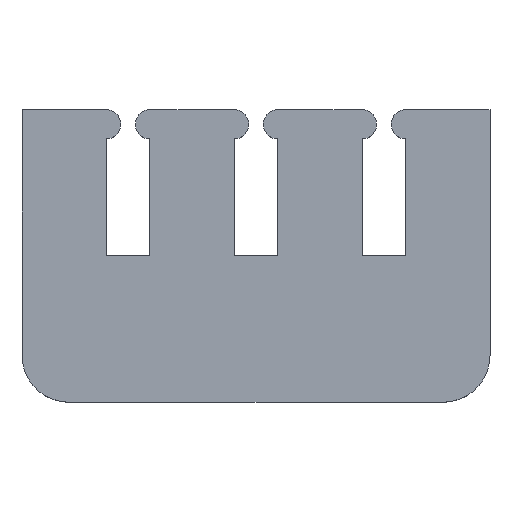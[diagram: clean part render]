
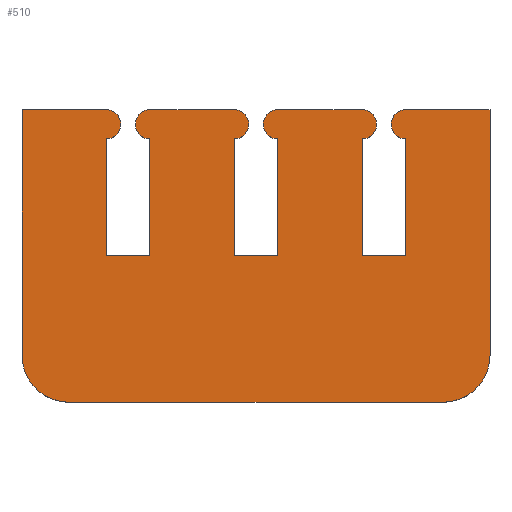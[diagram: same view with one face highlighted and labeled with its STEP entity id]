
A CAD part, top view. The second image highlights one B-rep face of the part: STEP entity #510.
In plain terms, the highlighted planar face has unit normal (0, 0, 1).
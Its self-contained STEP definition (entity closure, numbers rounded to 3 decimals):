
#32=PLANE('',#566);
#58=FACE_OUTER_BOUND('',#84,.T.);
#84=EDGE_LOOP('',(#453,#454,#455,#456,#457,#458,#459,#460,#461,#462,#463,
#464,#465,#466,#467,#468,#469,#470,#471,#472,#473,#474,#475,#476));
#89=LINE('',#724,#145);
#107=LINE('',#777,#163);
#110=LINE('',#782,#166);
#111=LINE('',#784,#167);
#112=LINE('',#787,#168);
#115=LINE('',#795,#171);
#117=LINE('',#799,#173);
#119=LINE('',#803,#175);
#122=LINE('',#811,#178);
#125=LINE('',#819,#181);
#127=LINE('',#823,#183);
#129=LINE('',#827,#185);
#132=LINE('',#835,#188);
#135=LINE('',#843,#191);
#137=LINE('',#847,#193);
#139=LINE('',#851,#195);
#145=VECTOR('',#581,10.);
#163=VECTOR('',#621,10.);
#166=VECTOR('',#626,10.);
#167=VECTOR('',#629,10.);
#168=VECTOR('',#632,10.);
#171=VECTOR('',#641,10.);
#173=VECTOR('',#645,10.);
#175=VECTOR('',#649,10.);
#178=VECTOR('',#658,10.);
#181=VECTOR('',#667,10.);
#183=VECTOR('',#671,10.);
#185=VECTOR('',#675,10.);
#188=VECTOR('',#684,10.);
#191=VECTOR('',#693,10.);
#193=VECTOR('',#697,10.);
#195=VECTOR('',#701,10.);
#197=CIRCLE('',#526,4.);
#206=CIRCLE('',#538,4.);
#207=CIRCLE('',#544,1.25);
#208=CIRCLE('',#549,1.25);
#209=CIRCLE('',#552,1.25);
#210=CIRCLE('',#557,1.25);
#211=CIRCLE('',#560,1.25);
#212=CIRCLE('',#565,1.25);
#213=VERTEX_POINT('',#711);
#214=VERTEX_POINT('',#712);
#218=VERTEX_POINT('',#722);
#240=VERTEX_POINT('',#770);
#241=VERTEX_POINT('',#771);
#242=VERTEX_POINT('',#776);
#243=VERTEX_POINT('',#780);
#244=VERTEX_POINT('',#786);
#245=VERTEX_POINT('',#790);
#246=VERTEX_POINT('',#794);
#247=VERTEX_POINT('',#798);
#248=VERTEX_POINT('',#802);
#249=VERTEX_POINT('',#806);
#250=VERTEX_POINT('',#810);
#251=VERTEX_POINT('',#814);
#252=VERTEX_POINT('',#818);
#253=VERTEX_POINT('',#822);
#254=VERTEX_POINT('',#826);
#255=VERTEX_POINT('',#830);
#256=VERTEX_POINT('',#834);
#257=VERTEX_POINT('',#838);
#258=VERTEX_POINT('',#842);
#259=VERTEX_POINT('',#846);
#260=VERTEX_POINT('',#850);
#261=EDGE_CURVE('',#213,#214,#197,.T.);
#267=EDGE_CURVE('',#213,#218,#89,.T.);
#290=EDGE_CURVE('',#240,#241,#206,.T.);
#293=EDGE_CURVE('',#242,#241,#107,.T.);
#296=EDGE_CURVE('',#218,#243,#110,.T.);
#297=EDGE_CURVE('',#240,#214,#111,.T.);
#298=EDGE_CURVE('',#244,#242,#112,.T.);
#300=EDGE_CURVE('',#245,#244,#207,.T.);
#302=EDGE_CURVE('',#246,#245,#115,.T.);
#304=EDGE_CURVE('',#247,#246,#117,.T.);
#306=EDGE_CURVE('',#248,#247,#119,.T.);
#308=EDGE_CURVE('',#249,#248,#208,.T.);
#310=EDGE_CURVE('',#250,#249,#122,.T.);
#312=EDGE_CURVE('',#251,#250,#209,.T.);
#314=EDGE_CURVE('',#252,#251,#125,.T.);
#316=EDGE_CURVE('',#253,#252,#127,.T.);
#318=EDGE_CURVE('',#254,#253,#129,.T.);
#320=EDGE_CURVE('',#255,#254,#210,.T.);
#322=EDGE_CURVE('',#256,#255,#132,.T.);
#324=EDGE_CURVE('',#257,#256,#211,.T.);
#326=EDGE_CURVE('',#258,#257,#135,.T.);
#328=EDGE_CURVE('',#259,#258,#137,.T.);
#330=EDGE_CURVE('',#260,#259,#139,.T.);
#332=EDGE_CURVE('',#243,#260,#212,.T.);
#453=ORIENTED_EDGE('',*,*,#261,.F.);
#454=ORIENTED_EDGE('',*,*,#267,.T.);
#455=ORIENTED_EDGE('',*,*,#296,.T.);
#456=ORIENTED_EDGE('',*,*,#332,.T.);
#457=ORIENTED_EDGE('',*,*,#330,.T.);
#458=ORIENTED_EDGE('',*,*,#328,.T.);
#459=ORIENTED_EDGE('',*,*,#326,.T.);
#460=ORIENTED_EDGE('',*,*,#324,.T.);
#461=ORIENTED_EDGE('',*,*,#322,.T.);
#462=ORIENTED_EDGE('',*,*,#320,.T.);
#463=ORIENTED_EDGE('',*,*,#318,.T.);
#464=ORIENTED_EDGE('',*,*,#316,.T.);
#465=ORIENTED_EDGE('',*,*,#314,.T.);
#466=ORIENTED_EDGE('',*,*,#312,.T.);
#467=ORIENTED_EDGE('',*,*,#310,.T.);
#468=ORIENTED_EDGE('',*,*,#308,.T.);
#469=ORIENTED_EDGE('',*,*,#306,.T.);
#470=ORIENTED_EDGE('',*,*,#304,.T.);
#471=ORIENTED_EDGE('',*,*,#302,.T.);
#472=ORIENTED_EDGE('',*,*,#300,.T.);
#473=ORIENTED_EDGE('',*,*,#298,.T.);
#474=ORIENTED_EDGE('',*,*,#293,.T.);
#475=ORIENTED_EDGE('',*,*,#290,.F.);
#476=ORIENTED_EDGE('',*,*,#297,.T.);
#510=ADVANCED_FACE('',(#58),#32,.T.);
#526=AXIS2_PLACEMENT_3D('',#713,#571,#572);
#538=AXIS2_PLACEMENT_3D('',#772,#615,#616);
#544=AXIS2_PLACEMENT_3D('',#791,#636,#637);
#549=AXIS2_PLACEMENT_3D('',#807,#653,#654);
#552=AXIS2_PLACEMENT_3D('',#815,#662,#663);
#557=AXIS2_PLACEMENT_3D('',#831,#679,#680);
#560=AXIS2_PLACEMENT_3D('',#839,#688,#689);
#565=AXIS2_PLACEMENT_3D('',#854,#705,#706);
#566=AXIS2_PLACEMENT_3D('',#855,#707,#708);
#571=DIRECTION('center_axis',(0.,0.,-1.));
#572=DIRECTION('ref_axis',(0.707,-0.707,0.));
#581=DIRECTION('',(0.,1.,0.));
#615=DIRECTION('center_axis',(0.,0.,-1.));
#616=DIRECTION('ref_axis',(-0.707,-0.707,0.));
#621=DIRECTION('',(0.,-1.,0.));
#626=DIRECTION('',(-1.,0.,0.));
#629=DIRECTION('',(1.,0.,0.));
#632=DIRECTION('',(-1.,0.,0.));
#636=DIRECTION('center_axis',(0.,0.,1.));
#637=DIRECTION('ref_axis',(1.,0.,0.));
#641=DIRECTION('',(0.,1.,0.));
#645=DIRECTION('',(-1.,0.,0.));
#649=DIRECTION('',(0.,-1.,0.));
#653=DIRECTION('center_axis',(0.,0.,1.));
#654=DIRECTION('ref_axis',(1.,0.,0.));
#658=DIRECTION('',(-1.,0.,0.));
#662=DIRECTION('center_axis',(0.,0.,1.));
#663=DIRECTION('ref_axis',(1.,0.,0.));
#667=DIRECTION('',(0.,1.,0.));
#671=DIRECTION('',(-1.,0.,0.));
#675=DIRECTION('',(0.,-1.,0.));
#679=DIRECTION('center_axis',(0.,0.,1.));
#680=DIRECTION('ref_axis',(1.,0.,0.));
#684=DIRECTION('',(-1.,0.,0.));
#688=DIRECTION('center_axis',(0.,0.,1.));
#689=DIRECTION('ref_axis',(1.,0.,0.));
#693=DIRECTION('',(0.,1.,0.));
#697=DIRECTION('',(-1.,0.,0.));
#701=DIRECTION('',(0.,-1.,0.));
#705=DIRECTION('center_axis',(0.,0.,1.));
#706=DIRECTION('ref_axis',(1.,0.,0.));
#707=DIRECTION('center_axis',(0.,0.,1.));
#708=DIRECTION('ref_axis',(1.,0.,0.));
#711=CARTESIAN_POINT('',(40.,-21.,4.));
#712=CARTESIAN_POINT('',(36.,-25.,4.));
#713=CARTESIAN_POINT('Origin',(36.,-21.,4.));
#722=CARTESIAN_POINT('',(40.,0.,4.));
#724=CARTESIAN_POINT('',(40.,0.,4.));
#770=CARTESIAN_POINT('',(4.,-25.,4.));
#771=CARTESIAN_POINT('',(0.,-21.,4.));
#772=CARTESIAN_POINT('Origin',(4.,-21.,4.));
#776=CARTESIAN_POINT('',(0.,0.,4.));
#777=CARTESIAN_POINT('',(0.,-25.,4.));
#780=CARTESIAN_POINT('',(32.813,0.,4.));
#782=CARTESIAN_POINT('',(39.25,0.,4.));
#784=CARTESIAN_POINT('',(40.,-25.,4.));
#786=CARTESIAN_POINT('',(7.188,0.,4.));
#787=CARTESIAN_POINT('',(0.,0.,4.));
#790=CARTESIAN_POINT('',(7.188,-2.5,4.));
#791=CARTESIAN_POINT('Origin',(7.188,-1.25,4.));
#794=CARTESIAN_POINT('',(7.188,-12.5,4.));
#795=CARTESIAN_POINT('',(7.188,-12.5,4.));
#798=CARTESIAN_POINT('',(10.938,-12.5,4.));
#799=CARTESIAN_POINT('',(10.938,-12.5,4.));
#802=CARTESIAN_POINT('',(10.938,-2.5,4.));
#803=CARTESIAN_POINT('',(10.938,0.,4.));
#806=CARTESIAN_POINT('',(10.938,0.,4.));
#807=CARTESIAN_POINT('Origin',(10.938,-1.25,4.));
#810=CARTESIAN_POINT('',(18.125,0.,4.));
#811=CARTESIAN_POINT('',(0.,0.,4.));
#814=CARTESIAN_POINT('',(18.125,-2.5,4.));
#815=CARTESIAN_POINT('Origin',(18.125,-1.25,4.));
#818=CARTESIAN_POINT('',(18.125,-12.5,4.));
#819=CARTESIAN_POINT('',(18.125,-12.5,4.));
#822=CARTESIAN_POINT('',(21.875,-12.5,4.));
#823=CARTESIAN_POINT('',(21.875,-12.5,4.));
#826=CARTESIAN_POINT('',(21.875,-2.5,4.));
#827=CARTESIAN_POINT('',(21.875,0.,4.));
#830=CARTESIAN_POINT('',(21.875,0.,4.));
#831=CARTESIAN_POINT('Origin',(21.875,-1.25,4.));
#834=CARTESIAN_POINT('',(29.063,0.,4.));
#835=CARTESIAN_POINT('',(0.,0.,4.));
#838=CARTESIAN_POINT('',(29.063,-2.5,4.));
#839=CARTESIAN_POINT('Origin',(29.063,-1.25,4.));
#842=CARTESIAN_POINT('',(29.063,-12.5,4.));
#843=CARTESIAN_POINT('',(29.063,-12.5,4.));
#846=CARTESIAN_POINT('',(32.813,-12.5,4.));
#847=CARTESIAN_POINT('',(32.813,-12.5,4.));
#850=CARTESIAN_POINT('',(32.813,-2.5,4.));
#851=CARTESIAN_POINT('',(32.813,0.,4.));
#854=CARTESIAN_POINT('Origin',(32.813,-1.25,4.));
#855=CARTESIAN_POINT('Origin',(20.,-12.5,4.));
